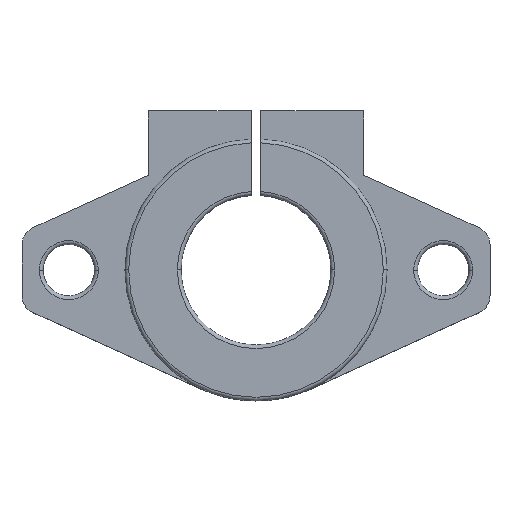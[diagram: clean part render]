
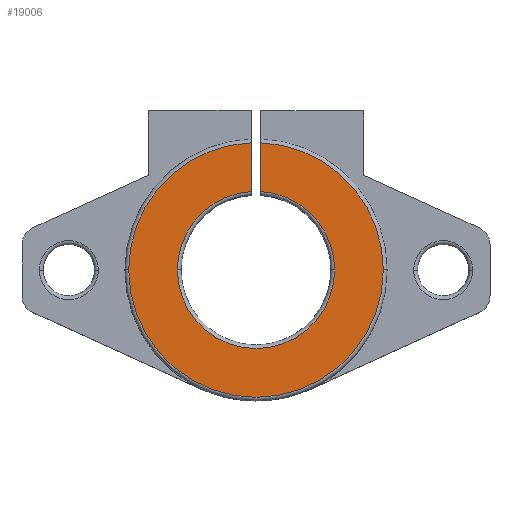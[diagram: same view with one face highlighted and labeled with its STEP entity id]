
A CAD part, top view. The second image highlights one B-rep face of the part: STEP entity #19006.
In plain terms, the highlighted planar face has unit normal (0, 0, 1).
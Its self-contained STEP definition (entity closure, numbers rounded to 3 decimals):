
#166 = DIRECTION ( 'NONE',  ( -1., 0., 0. ) ) ;
#291 = EDGE_CURVE ( 'NONE', #4436, #16521, #20426, .T. ) ;
#827 = ORIENTED_EDGE ( 'NONE', *, *, #291, .T. ) ;
#939 = VERTEX_POINT ( 'NONE', #1258 ) ;
#1124 = CARTESIAN_POINT ( 'NONE',  ( 407.618, -350.387, 8. ) ) ;
#1125 = ORIENTED_EDGE ( 'NONE', *, *, #22486, .T. ) ;
#1245 = ORIENTED_EDGE ( 'NONE', *, *, #7261, .T. ) ;
#1258 = CARTESIAN_POINT ( 'NONE',  ( 394.518, -336.796, 8. ) ) ;
#1846 = DIRECTION ( 'NONE',  ( -1., 0., 0. ) ) ;
#2156 = CIRCLE ( 'NONE', #11775, 8.4 ) ;
#2635 = CARTESIAN_POINT ( 'NONE',  ( 394.018, -350.387, 8. ) ) ;
#2907 = DIRECTION ( 'NONE',  ( -1., 0., 0. ) ) ;
#3075 = PLANE ( 'NONE',  #6404 ) ;
#3202 = EDGE_CURVE ( 'NONE', #3420, #10953, #19456, .T. ) ;
#3321 = EDGE_CURVE ( 'NONE', #10953, #5623, #21358, .T. ) ;
#3420 = VERTEX_POINT ( 'NONE', #15338 ) ;
#3799 = DIRECTION ( 'NONE',  ( 0., 0., 1. ) ) ;
#4436 = VERTEX_POINT ( 'NONE', #23009 ) ;
#5623 = VERTEX_POINT ( 'NONE', #14795 ) ;
#5668 = CIRCLE ( 'NONE', #19396, 13.6 ) ;
#5915 = CARTESIAN_POINT ( 'NONE',  ( 394.018, -350.387, 8. ) ) ;
#6404 = AXIS2_PLACEMENT_3D ( 'NONE', #21060, #8862, #11053 ) ;
#6607 = CARTESIAN_POINT ( 'NONE',  ( 402.418, -350.387, 8. ) ) ;
#7261 = EDGE_CURVE ( 'NONE', #939, #4436, #13341, .T. ) ;
#7670 = AXIS2_PLACEMENT_3D ( 'NONE', #10151, #12438, #20307 ) ;
#7981 = AXIS2_PLACEMENT_3D ( 'NONE', #5915, #16069, #1846 ) ;
#8862 = DIRECTION ( 'NONE',  ( 0., 0., -1. ) ) ;
#9026 = VERTEX_POINT ( 'NONE', #1124 ) ;
#9715 = ORIENTED_EDGE ( 'NONE', *, *, #3321, .T. ) ;
#9855 = VECTOR ( 'NONE', #19501, 1000. ) ;
#10151 = CARTESIAN_POINT ( 'NONE',  ( 394.018, -350.387, 8. ) ) ;
#10294 = DIRECTION ( 'NONE',  ( 0., 0., -1. ) ) ;
#10953 = VERTEX_POINT ( 'NONE', #14198 ) ;
#11053 = DIRECTION ( 'NONE',  ( -1., 0., 0. ) ) ;
#11171 = CARTESIAN_POINT ( 'NONE',  ( 394.518, -342.402, 8. ) ) ;
#11280 = CARTESIAN_POINT ( 'NONE',  ( 394.018, -350.387, 8. ) ) ;
#11775 = AXIS2_PLACEMENT_3D ( 'NONE', #22526, #10294, #166 ) ;
#12172 = EDGE_CURVE ( 'NONE', #16521, #3420, #2156, .T. ) ;
#12438 = DIRECTION ( 'NONE',  ( 0., 0., 1. ) ) ;
#12787 = CIRCLE ( 'NONE', #23448, 13.6 ) ;
#13341 = LINE ( 'NONE', #11171, #9855 ) ;
#13933 = DIRECTION ( 'NONE',  ( -1., 0., 0. ) ) ;
#14198 = CARTESIAN_POINT ( 'NONE',  ( 393.518, -342.002, 8. ) ) ;
#14560 = EDGE_CURVE ( 'NONE', #24997, #9026, #12787, .T. ) ;
#14590 = ORIENTED_EDGE ( 'NONE', *, *, #17782, .T. ) ;
#14795 = CARTESIAN_POINT ( 'NONE',  ( 393.518, -336.796, 8. ) ) ;
#15241 = DIRECTION ( 'NONE',  ( 0., 1., 0. ) ) ;
#15338 = CARTESIAN_POINT ( 'NONE',  ( 385.618, -350.387, 8. ) ) ;
#15834 = FACE_OUTER_BOUND ( 'NONE', #24668, .T. ) ;
#16069 = DIRECTION ( 'NONE',  ( 0., 0., -1. ) ) ;
#16517 = AXIS2_PLACEMENT_3D ( 'NONE', #2635, #16972, #2907 ) ;
#16521 = VERTEX_POINT ( 'NONE', #6607 ) ;
#16771 = ORIENTED_EDGE ( 'NONE', *, *, #12172, .T. ) ;
#16972 = DIRECTION ( 'NONE',  ( 0., 0., -1. ) ) ;
#17180 = CARTESIAN_POINT ( 'NONE',  ( 380.418, -350.387, 8. ) ) ;
#17782 = EDGE_CURVE ( 'NONE', #5623, #24997, #5668, .T. ) ;
#18028 = CIRCLE ( 'NONE', #7670, 13.6 ) ;
#19006 = ADVANCED_FACE ( 'NONE', ( #15834 ), #3075, .F. ) ;
#19396 = AXIS2_PLACEMENT_3D ( 'NONE', #11280, #23710, #19525 ) ;
#19456 = CIRCLE ( 'NONE', #16517, 8.4 ) ;
#19483 = CARTESIAN_POINT ( 'NONE',  ( 393.518, -336.396, 8. ) ) ;
#19501 = DIRECTION ( 'NONE',  ( 0., -1., 0. ) ) ;
#19525 = DIRECTION ( 'NONE',  ( -1., 0., 0. ) ) ;
#20307 = DIRECTION ( 'NONE',  ( -1., 0., 0. ) ) ;
#20426 = CIRCLE ( 'NONE', #7981, 8.4 ) ;
#20537 = ORIENTED_EDGE ( 'NONE', *, *, #3202, .T. ) ;
#21060 = CARTESIAN_POINT ( 'NONE',  ( 394.018, -350.387, 8. ) ) ;
#21358 = LINE ( 'NONE', #19483, #25178 ) ;
#22486 = EDGE_CURVE ( 'NONE', #9026, #939, #18028, .T. ) ;
#22526 = CARTESIAN_POINT ( 'NONE',  ( 394.018, -350.387, 8. ) ) ;
#23009 = CARTESIAN_POINT ( 'NONE',  ( 394.518, -342.002, 8. ) ) ;
#23448 = AXIS2_PLACEMENT_3D ( 'NONE', #26185, #3799, #13933 ) ;
#23710 = DIRECTION ( 'NONE',  ( 0., 0., 1. ) ) ;
#24668 = EDGE_LOOP ( 'NONE', ( #9715, #14590, #25002, #1125, #1245, #827, #16771, #20537 ) ) ;
#24997 = VERTEX_POINT ( 'NONE', #17180 ) ;
#25002 = ORIENTED_EDGE ( 'NONE', *, *, #14560, .T. ) ;
#25178 = VECTOR ( 'NONE', #15241, 1000. ) ;
#26185 = CARTESIAN_POINT ( 'NONE',  ( 394.018, -350.387, 8. ) ) ;
